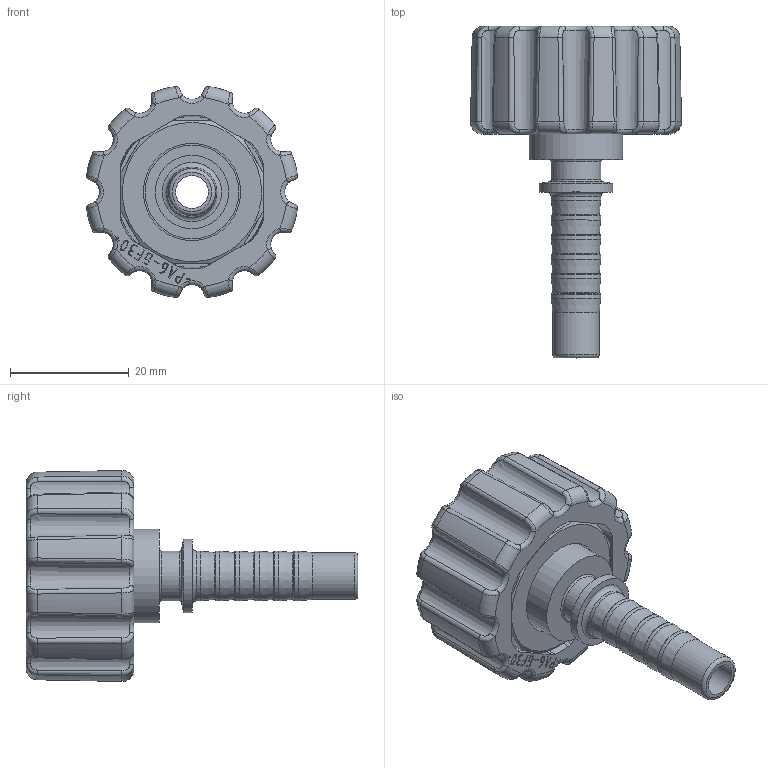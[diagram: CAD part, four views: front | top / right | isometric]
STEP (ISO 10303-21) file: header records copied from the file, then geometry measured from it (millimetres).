
FILE_DESCRIPTION(/* description */ ('Unknown'),/* implementation_level */ '2;1');
FILE_NAME(/* name */ '100001940_31910',/* time_stamp */ '2018-11-13T09:27:54+01:00',/* author */ ('Unknown'),/* organization */ ('Unknown'),/* preprocessor_version */ 'ST-DEVELOPER v16.7',/* originating_system */ 'DEX',/* authorisation */ $);
FILE_SCHEMA (('AUTOMOTIVE_DESIGN {1 0 10303 214 3 1 1}'));
Length unit declared in the file: millimetre
Products named in the file (1): 100001940_31910
Bounding box: 35.63 x 56 x 35.63 mm (x, y, z)
Volume: 14797.6 mm3; surface area: 9864.3 mm2
Topology: 1 solids, 1 shells, 602 faces, 1461 edges, 921 vertices
Faces by surface type: bspline 237, plane 221, torus 65, cone 42, cylinder 37
Full cylindrical faces by diameter (mm): 5.5 x1, 7.9 x1, 8.4 x7, 10.3 x1, 12.4 x1, 14 x2, 15.8 x1, 16.4 x1, 19 x1, 20 x1, 24 x1, 24.2 x1
Entity records: 25390 total; most frequent: CARTESIAN_POINT 8855, ORIENTED_EDGE 2778, DIRECTION 1975, EDGE_CURVE 1389, VERTEX_POINT 908, EDGE_LOOP 735, FACE_BOUND 735, AXIS2_PLACEMENT_3D 686
